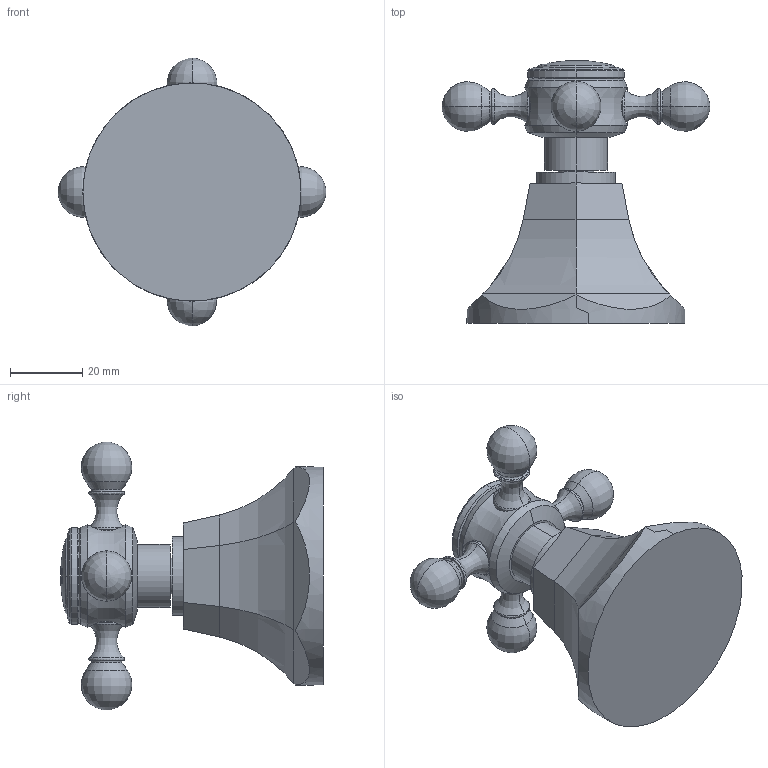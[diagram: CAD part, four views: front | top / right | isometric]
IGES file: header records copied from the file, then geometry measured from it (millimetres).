
Start section:  PTC IGES file: 3-595h.igs
Global section: file name: 3-595h.igs; native system: Creo Parametric by PTC Inc.; preprocessor: 2018400; author: jinson.thomas; organization: Unknown; date: 20210104.144342; units: inch
Bounding box: 74.04 x 72.69 x 74.04 mm (x, y, z)
Volume: 77133.8 mm3; surface area: 15976.3 mm2
Topology: 1 solids, 1 shells, 187 faces, 446 edges, 263 vertices
Faces by surface type: revolution 125, bspline 58, extrusion 4
